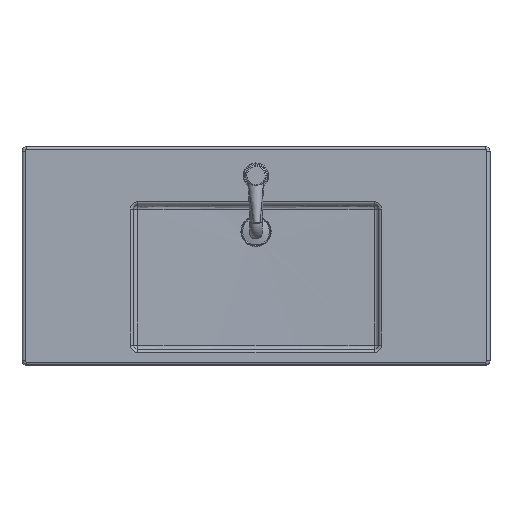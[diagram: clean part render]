
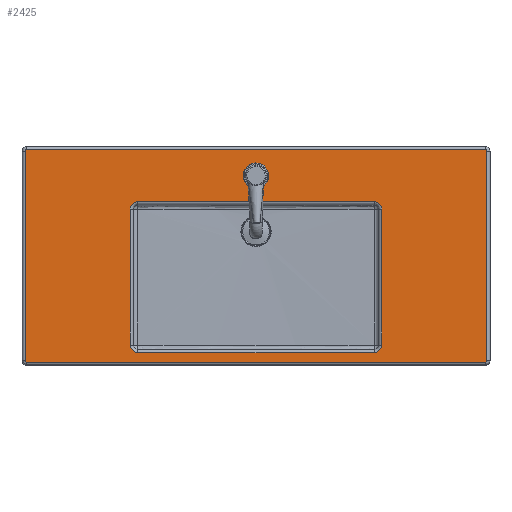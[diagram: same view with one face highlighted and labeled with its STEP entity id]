
A CAD part, top view. The second image highlights one B-rep face of the part: STEP entity #2425.
In plain terms, the highlighted planar face has unit normal (0, 0, 1).
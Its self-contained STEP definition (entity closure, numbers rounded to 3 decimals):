
#1964=CARTESIAN_POINT('',(748.552,0.439,130.0));
#1965=VERTEX_POINT('',#1964);
#1983=CARTESIAN_POINT('',(218.552,0.439,130.0));
#1984=VERTEX_POINT('',#1983);
#1992=CARTESIAN_POINT('',(218.552,0.439,130.0));
#1993=DIRECTION('',(1.0,0.0,0.0));
#1994=VECTOR('',#1993,530.0);
#1995=LINE('',#1992,#1994);
#1996=EDGE_CURVE('',#1984,#1965,#1995,.T.);
#2006=CARTESIAN_POINT('',(765.552,17.439,130.0));
#2007=VERTEX_POINT('',#2006);
#2025=CARTESIAN_POINT('',(748.552,17.439,130.0));
#2026=DIRECTION('',(0.0,0.0,1.0));
#2027=DIRECTION('',(0.707,-0.707,0.0));
#2028=AXIS2_PLACEMENT_3D('',#2025,#2026,#2027);
#2029=CIRCLE('',#2028,17.);
#2030=EDGE_CURVE('',#1965,#2007,#2029,.T.);
#2042=CARTESIAN_POINT('',(201.552,17.439,130.0));
#2043=VERTEX_POINT('',#2042);
#2051=CARTESIAN_POINT('',(218.552,17.439,130.0));
#2052=DIRECTION('',(0.0,0.0,1.0));
#2053=DIRECTION('',(-0.707,-0.707,0.0));
#2054=AXIS2_PLACEMENT_3D('',#2051,#2052,#2053);
#2055=CIRCLE('',#2054,17.);
#2056=EDGE_CURVE('',#2043,#1984,#2055,.T.);
#2074=CARTESIAN_POINT('',(765.552,322.439,130.0));
#2075=VERTEX_POINT('',#2074);
#2092=CARTESIAN_POINT('',(765.552,17.439,130.0));
#2093=DIRECTION('',(0.0,1.0,0.0));
#2094=VECTOR('',#2093,305.);
#2095=LINE('',#2092,#2094);
#2096=EDGE_CURVE('',#2007,#2075,#2095,.T.);
#2108=CARTESIAN_POINT('',(201.552,322.439,130.0));
#2109=VERTEX_POINT('',#2108);
#2117=CARTESIAN_POINT('',(201.552,322.439,130.0));
#2118=DIRECTION('',(0.0,-1.0,0.0));
#2119=VECTOR('',#2118,305.);
#2120=LINE('',#2117,#2119);
#2121=EDGE_CURVE('',#2109,#2043,#2120,.T.);
#2138=CARTESIAN_POINT('',(748.552,339.439,130.0));
#2139=VERTEX_POINT('',#2138);
#2157=CARTESIAN_POINT('',(748.552,322.439,130.0));
#2158=DIRECTION('',(0.0,0.0,1.));
#2159=DIRECTION('',(0.707,0.707,0.0));
#2160=AXIS2_PLACEMENT_3D('',#2157,#2158,#2159);
#2161=CIRCLE('',#2160,17.0);
#2162=EDGE_CURVE('',#2075,#2139,#2161,.T.);
#2174=CARTESIAN_POINT('',(218.552,339.439,130.0));
#2175=VERTEX_POINT('',#2174);
#2183=CARTESIAN_POINT('',(218.552,322.439,130.0));
#2184=DIRECTION('',(0.0,0.0,1.));
#2185=DIRECTION('',(-0.707,0.707,0.0));
#2186=AXIS2_PLACEMENT_3D('',#2183,#2184,#2185);
#2187=CIRCLE('',#2186,17.0);
#2188=EDGE_CURVE('',#2175,#2109,#2187,.T.);
#2207=CARTESIAN_POINT('',(748.552,339.439,130.0));
#2208=DIRECTION('',(-1.0,0.0,0.0));
#2209=VECTOR('',#2208,530.);
#2210=LINE('',#2207,#2209);
#2211=EDGE_CURVE('',#2139,#2175,#2210,.T.);
#2329=CARTESIAN_POINT('',(483.552,217.439,130.0));
#2330=DIRECTION('',(0.0,0.0,1.0));
#2331=DIRECTION('',(1.0,0.0,0.0));
#2332=AXIS2_PLACEMENT_3D('',#2329,#2330,#2331);
#2333=PLANE('',#2332);
#2334=CARTESIAN_POINT('',(998.552,-20.561,130.0));
#2335=VERTEX_POINT('',#2334);
#2336=CARTESIAN_POINT('',(-31.448,-20.561,130.0));
#2337=VERTEX_POINT('',#2336);
#2338=CARTESIAN_POINT('',(998.552,-20.561,130.0));
#2339=DIRECTION('',(-1.0,0.0,0.0));
#2340=VECTOR('',#2339,1030.0);
#2341=LINE('',#2338,#2340);
#2342=EDGE_CURVE('',#2335,#2337,#2341,.T.);
#2343=ORIENTED_EDGE('',*,*,#2342,.F.);
#2344=CARTESIAN_POINT('',(1001.552,-17.561,130.0));
#2345=VERTEX_POINT('',#2344);
#2346=CARTESIAN_POINT('',(998.552,-17.561,130.0));
#2347=DIRECTION('',(0.0,0.0,-1.));
#2348=DIRECTION('',(0.707,-0.707,0.0));
#2349=AXIS2_PLACEMENT_3D('',#2346,#2347,#2348);
#2350=CIRCLE('',#2349,3.);
#2351=EDGE_CURVE('',#2345,#2335,#2350,.T.);
#2352=ORIENTED_EDGE('',*,*,#2351,.F.);
#2353=CARTESIAN_POINT('',(1001.552,452.439,130.0));
#2354=VERTEX_POINT('',#2353);
#2355=CARTESIAN_POINT('',(1001.552,452.439,130.0));
#2356=DIRECTION('',(0.0,-1.0,0.0));
#2357=VECTOR('',#2356,470.);
#2358=LINE('',#2355,#2357);
#2359=EDGE_CURVE('',#2354,#2345,#2358,.T.);
#2360=ORIENTED_EDGE('',*,*,#2359,.F.);
#2361=CARTESIAN_POINT('',(998.552,455.439,130.0));
#2362=VERTEX_POINT('',#2361);
#2363=CARTESIAN_POINT('',(998.552,452.439,130.0));
#2364=DIRECTION('',(0.0,0.0,-1.));
#2365=DIRECTION('',(0.707,0.707,0.0));
#2366=AXIS2_PLACEMENT_3D('',#2363,#2364,#2365);
#2367=CIRCLE('',#2366,3.);
#2368=EDGE_CURVE('',#2362,#2354,#2367,.T.);
#2369=ORIENTED_EDGE('',*,*,#2368,.F.);
#2370=CARTESIAN_POINT('',(-31.448,455.439,130.0));
#2371=VERTEX_POINT('',#2370);
#2372=CARTESIAN_POINT('',(-31.448,455.439,130.0));
#2373=DIRECTION('',(1.0,0.0,0.0));
#2374=VECTOR('',#2373,1030.);
#2375=LINE('',#2372,#2374);
#2376=EDGE_CURVE('',#2371,#2362,#2375,.T.);
#2377=ORIENTED_EDGE('',*,*,#2376,.F.);
#2378=CARTESIAN_POINT('',(-34.448,452.439,130.0));
#2379=VERTEX_POINT('',#2378);
#2380=CARTESIAN_POINT('',(-31.448,452.439,130.0));
#2381=DIRECTION('',(0.0,0.0,-1.));
#2382=DIRECTION('',(-0.707,0.707,0.0));
#2383=AXIS2_PLACEMENT_3D('',#2380,#2381,#2382);
#2384=CIRCLE('',#2383,3.);
#2385=EDGE_CURVE('',#2379,#2371,#2384,.T.);
#2386=ORIENTED_EDGE('',*,*,#2385,.F.);
#2387=CARTESIAN_POINT('',(-34.448,-17.561,130.0));
#2388=VERTEX_POINT('',#2387);
#2389=CARTESIAN_POINT('',(-34.448,-17.561,130.0));
#2390=DIRECTION('',(0.0,1.0,0.0));
#2391=VECTOR('',#2390,470.0);
#2392=LINE('',#2389,#2391);
#2393=EDGE_CURVE('',#2388,#2379,#2392,.T.);
#2394=ORIENTED_EDGE('',*,*,#2393,.F.);
#2395=CARTESIAN_POINT('',(-31.448,-17.561,130.0));
#2396=DIRECTION('',(0.0,0.0,-1.));
#2397=DIRECTION('',(-0.707,-0.707,0.0));
#2398=AXIS2_PLACEMENT_3D('',#2395,#2396,#2397);
#2399=CIRCLE('',#2398,3.);
#2400=EDGE_CURVE('',#2337,#2388,#2399,.T.);
#2401=ORIENTED_EDGE('',*,*,#2400,.F.);
#2402=EDGE_LOOP('',(#2343,#2352,#2360,#2369,#2377,#2386,#2394,#2401));
#2403=FACE_OUTER_BOUND('',#2402,.T.);
#2404=CARTESIAN_POINT('',(504.052,397.439,130.0));
#2405=VERTEX_POINT('',#2404);
#2406=CARTESIAN_POINT('',(483.552,397.439,130.0));
#2407=DIRECTION('',(0.0,0.0,1.0));
#2408=DIRECTION('',(-1.0,0.0,0.0));
#2409=AXIS2_PLACEMENT_3D('',#2406,#2407,#2408);
#2410=CIRCLE('',#2409,20.5);
#2411=EDGE_CURVE('',#2405,#2405,#2410,.T.);
#2412=ORIENTED_EDGE('',*,*,#2411,.F.);
#2413=EDGE_LOOP('',(#2412));
#2414=FACE_BOUND('',#2413,.T.);
#2415=ORIENTED_EDGE('',*,*,#1996,.F.);
#2416=ORIENTED_EDGE('',*,*,#2056,.F.);
#2417=ORIENTED_EDGE('',*,*,#2121,.F.);
#2418=ORIENTED_EDGE('',*,*,#2188,.F.);
#2419=ORIENTED_EDGE('',*,*,#2211,.F.);
#2420=ORIENTED_EDGE('',*,*,#2162,.F.);
#2421=ORIENTED_EDGE('',*,*,#2096,.F.);
#2422=ORIENTED_EDGE('',*,*,#2030,.F.);
#2423=EDGE_LOOP('',(#2415,#2416,#2417,#2418,#2419,#2420,#2421,#2422));
#2424=FACE_BOUND('',#2423,.T.);
#2425=ADVANCED_FACE('',(#2403,#2414,#2424),#2333,.T.);
